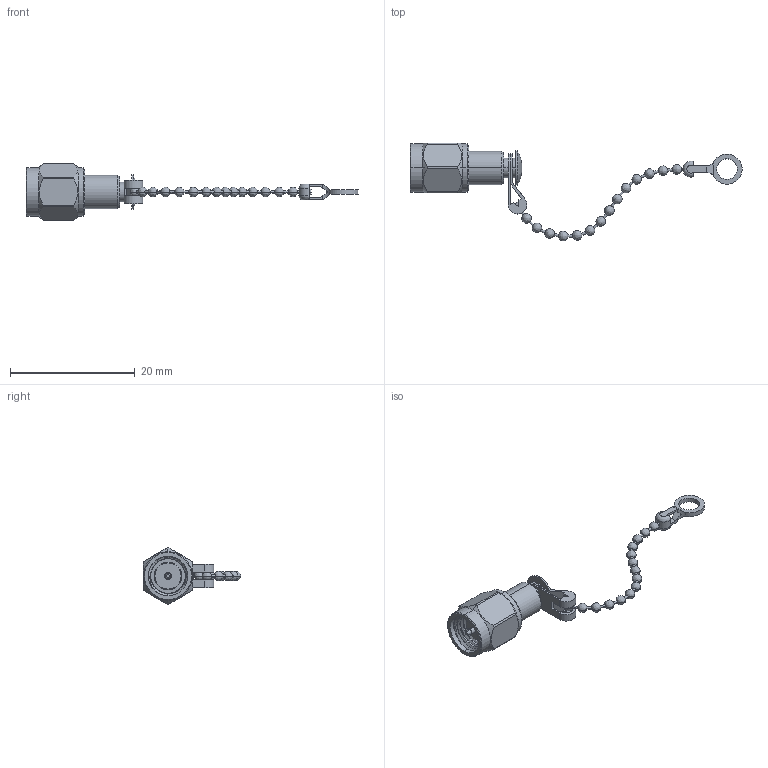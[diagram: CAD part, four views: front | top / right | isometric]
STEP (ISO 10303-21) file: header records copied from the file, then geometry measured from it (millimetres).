
FILE_DESCRIPTION (( 'STEP AP203' ), '1' );
FILE_NAME ('ST1825C.step', '2018-06-12T22:13:53', ( '' ), ( '' ), 'SwSTEP 2.0', 'SolidWorks 2017', '' );
FILE_SCHEMA (( 'CONFIG_CONTROL_DESIGN' ));
Length unit declared in the file: inch
Products named in the file (1): ST1825C
Bounding box: 53.17 x 15.63 x 8.99 mm (x, y, z)
Volume: 597.7 mm3; surface area: 1047 mm2
Topology: 3 solids, 3 shells, 210 faces, 579 edges, 334 vertices
Faces by surface type: bspline 71, cylinder 61, plane 59, cone 17, torus 2
Entity records: 10802 total; most frequent: CARTESIAN_POINT 6173, ORIENTED_EDGE 1066, DIRECTION 816, EDGE_CURVE 533, VERTEX_POINT 334, AXIS2_PLACEMENT_3D 311, EDGE_LOOP 225, ADVANCED_FACE 210
